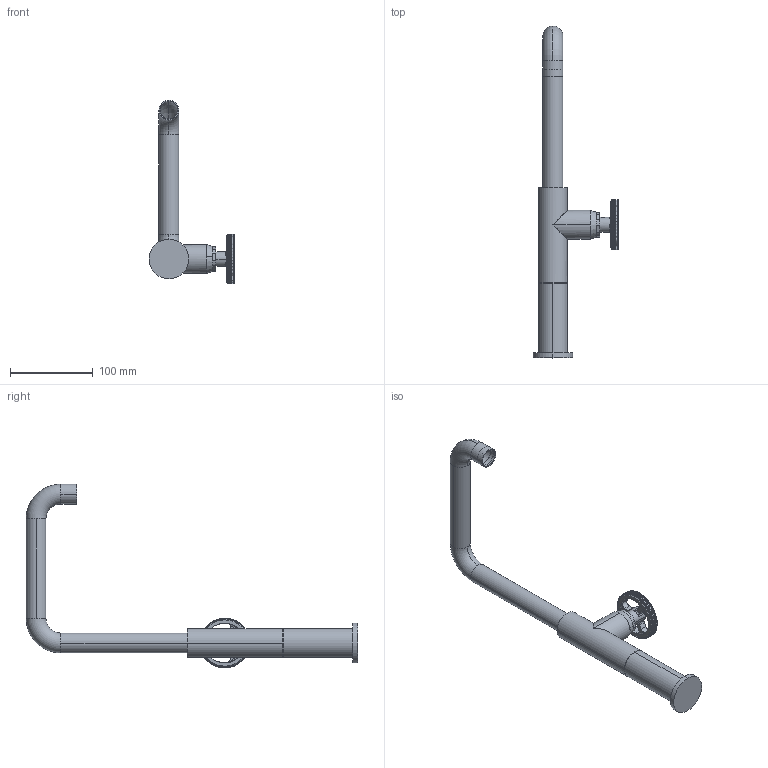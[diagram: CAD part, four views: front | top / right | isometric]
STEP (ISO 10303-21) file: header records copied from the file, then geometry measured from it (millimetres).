
FILE_DESCRIPTION (( 'STEP AP214' ), '1' );
FILE_NAME ('33030AL.STEP', '2023-10-06T14:24:09', ( '' ), ( '' ), 'SwSTEP 2.0', 'SolidWorks 2018', '' );
FILE_SCHEMA (( 'AUTOMOTIVE_DESIGN' ));
Length unit declared in the file: millimetre
Products named in the file (1): 33030AL
Bounding box: 103.8 x 401 x 222 mm (x, y, z)
Surface area: 72699.1 mm2 (no closed solid volume)
Topology: 0 solids, 7 shells, 386 faces, 1128 edges, 739 vertices
Faces by surface type: cylinder 204, cone 110, plane 38, torus 30, bspline 4
Entity records: 20743 total; most frequent: CARTESIAN_POINT 6127, DIRECTION 2346, ORIENTED_EDGE 2200, EDGE_CURVE 1124, AXIS2_PLACEMENT_3D 1092, VERTEX_POINT 739, CIRCLE 709, EDGE_LOOP 393
